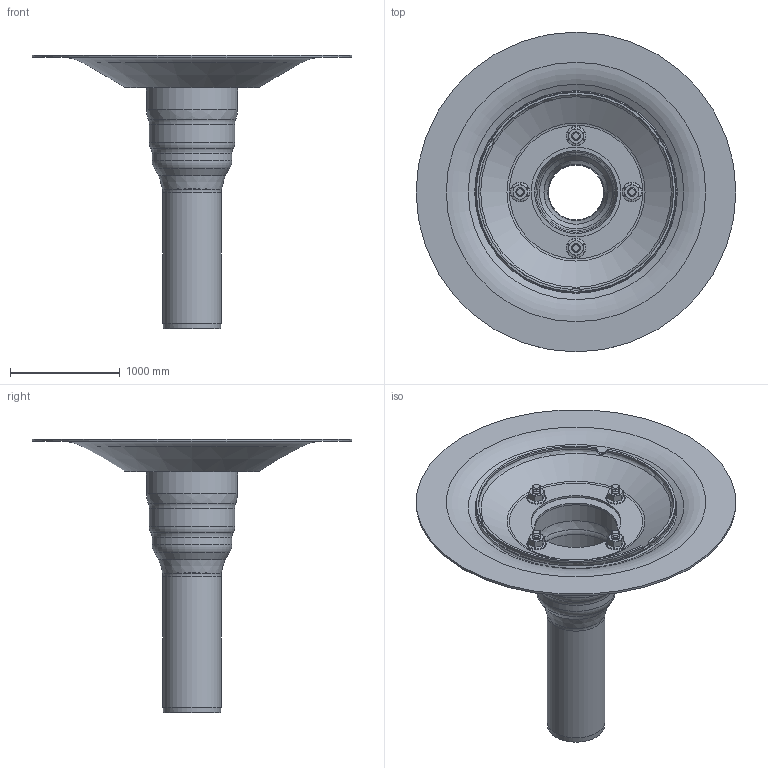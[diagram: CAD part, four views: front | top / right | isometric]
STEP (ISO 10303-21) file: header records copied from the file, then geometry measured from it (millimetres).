
FILE_DESCRIPTION(/* description */ (''),/* implementation_level */ '2;1');
FILE_NAME(/* name */ '19231.050X_3D.stp',/* time_stamp */ '2025-11-13T07:25:30+01:00',/* author */ ('d.brandes'),/* organization */ (''),/* preprocessor_version */ 'ST-DEVELOPER v20.1',/* originating_system */ 'AutoCAD Mechanical',/* authorisation */ '');
FILE_SCHEMA (('AUTOMOTIVE_DESIGN { 1 0 10303 214 3 1 1 }'));
Length unit declared in the file: centimetre
Products named in the file (2): Product; *S0
Assembly tree (1 placements, depth 2):
  Product
    *S0
Bounding box: 2920 x 2920 x 2500 mm (x, y, z)
Volume: 264255272 mm3; surface area: 30938785.5 mm2
Topology: 13 solids, 13 shells, 237 faces, 526 edges, 314 vertices
Faces by surface type: cone 128, plane 51, cylinder 32, torus 24, bspline 2
Full cylindrical faces by diameter (mm): 66.47 x4, 80 x4, 110 x4, 510 x1, 530 x1, 706 x1, 730 x1, 756 x1, 758 x1, 782 x1, 808 x1, 820 x1, 832 x1, 2920 x1
Entity records: 7050 total; most frequent: CARTESIAN_POINT 1694, DIRECTION 1178, ORIENTED_EDGE 1050, EDGE_CURVE 525, AXIS2_PLACEMENT_3D 510, VERTEX_POINT 312, CIRCLE 272, EDGE_LOOP 261
